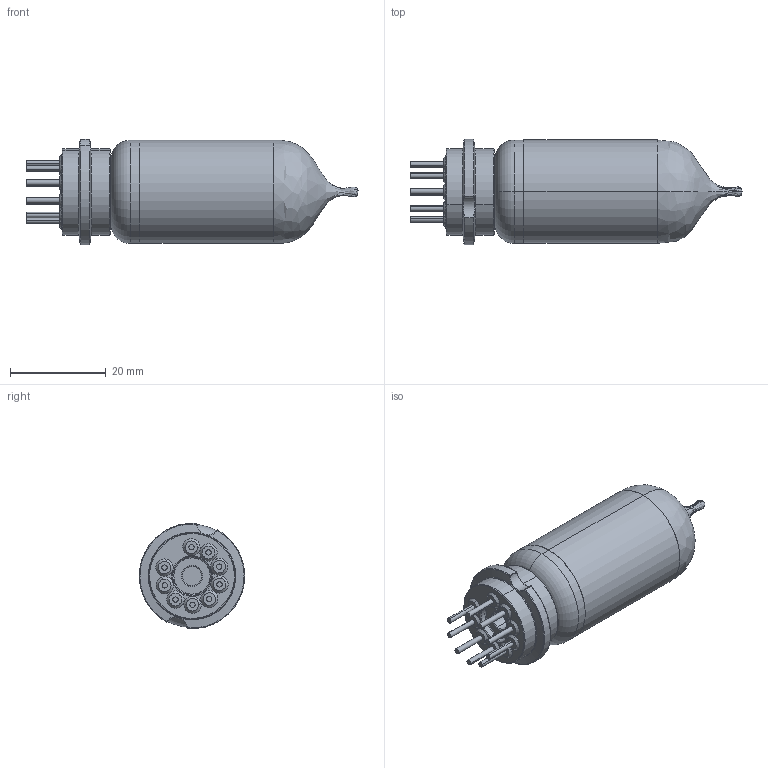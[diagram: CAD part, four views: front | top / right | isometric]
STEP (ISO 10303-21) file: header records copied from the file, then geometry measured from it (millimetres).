
FILE_DESCRIPTION(('FreeCAD Model'),'2;1');
FILE_NAME('Open CASCADE Shape Model','2025-09-29T07:54:08',(''),(''), 'Open CASCADE STEP processor 7.8','FreeCAD','Unknown');
FILE_SCHEMA(('AUTOMOTIVE_DESIGN { 1 0 10303 214 1 1 1 1 }'));
Length unit declared in the file: millimetre
Products named in the file (22): Unnamed; Noval socket; noval ceramic body; Noval pin; final; CÃ³pia de chapeu-dissipador^final; suporte-dissipador; dissipador; cintura baixa; coluna-cintura-baixa; anodos002; anodos; anodos001; anodos005; caulda da base; base-vidro-corpo; terminais; corpo-topo; terminais-internos; terminais-lamina; terminais-filamentos; corpo-vidro-meio
Assembly tree (47 placements, depth 4):
  Unnamed
    Noval socket
      noval ceramic body
      Noval pin  x9
    final
      CÃ³pia de chapeu-dissipador^final
      suporte-dissipador
      dissipador
      cintura baixa  x2
      coluna-cintura-baixa  x2
      anodos002
        anodos
        anodos001
      anodos005
        anodos
        anodos001
      caulda da base
      base-vidro-corpo
      terminais  x9
      corpo-topo
      terminais-internos  x3
      terminais-lamina
      terminais-filamentos  x5
      corpo-vidro-meio
Bounding box: 69.23 x 21.98 x 21.93 mm (x, y, z)
Volume: 5852.6 mm3; surface area: 13951.8 mm2
Topology: 43 solids, 43 shells, 1092 faces, 2586 edges, 1577 vertices
Faces by surface type: cylinder 414, plane 414, torus 155, cone 44, sphere 34, bspline 31
Entity records: 20277 total; most frequent: CARTESIAN_POINT 5058, DIRECTION 3093, ORIENTED_EDGE 2860, EDGE_CURVE 1430, AXIS2_PLACEMENT_3D 1198, VERTEX_POINT 881, LINE 697, VECTOR 697
